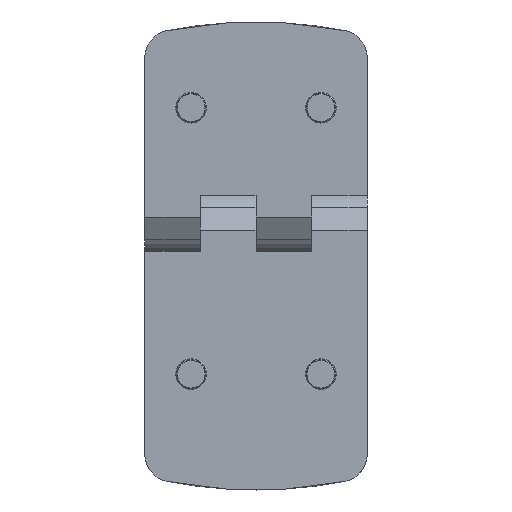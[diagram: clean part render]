
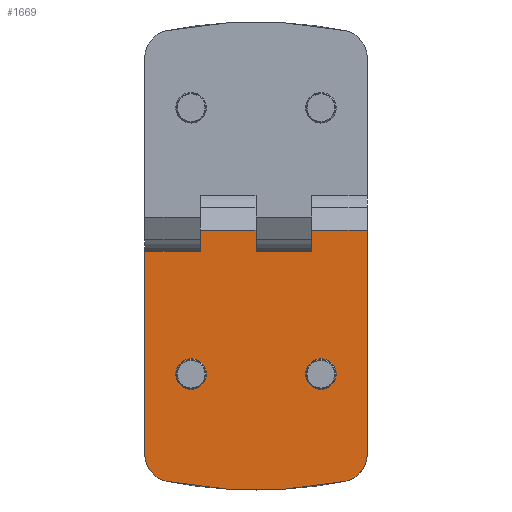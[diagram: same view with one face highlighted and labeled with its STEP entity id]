
A CAD part, left-side view. The second image highlights one B-rep face of the part: STEP entity #1669.
In plain terms, the highlighted planar face has unit normal (-1, 0, 0).
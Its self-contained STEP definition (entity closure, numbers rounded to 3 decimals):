
#59 = VERTEX_POINT ( 'NONE', #1325 ) ;
#121 = CARTESIAN_POINT ( 'NONE',  ( 0., 14., -32.5 ) ) ;
#238 = CARTESIAN_POINT ( 'NONE',  ( 0., -24., -1.415 ) ) ;
#266 = FACE_OUTER_BOUND ( 'NONE', #1578, .T. ) ;
#272 = CARTESIAN_POINT ( 'NONE',  ( 0., 24., -1.7 ) ) ;
#273 = ORIENTED_EDGE ( 'NONE', *, *, #3140, .T. ) ;
#274 = CIRCLE ( 'NONE', #4402, 3.3 ) ;
#289 = DIRECTION ( 'NONE',  ( 0., 0., -1. ) ) ;
#312 = EDGE_CURVE ( 'NONE', #2635, #2717, #1352, .T. ) ;
#407 = EDGE_LOOP ( 'NONE', ( #3156, #4799 ) ) ;
#496 = VECTOR ( 'NONE', #289, 1000. ) ;
#581 = ORIENTED_EDGE ( 'NONE', *, *, #312, .T. ) ;
#778 = VERTEX_POINT ( 'NONE', #3597 ) ;
#810 = VERTEX_POINT ( 'NONE', #1072 ) ;
#842 = ORIENTED_EDGE ( 'NONE', *, *, #1634, .T. ) ;
#877 = AXIS2_PLACEMENT_3D ( 'NONE', #4453, #2749, #5359 ) ;
#903 = DIRECTION ( 'NONE',  ( 0., 0., -1. ) ) ;
#918 = DIRECTION ( 'NONE',  ( 0., 0., 1. ) ) ;
#919 = ORIENTED_EDGE ( 'NONE', *, *, #1679, .T. ) ;
#934 = DIRECTION ( 'NONE',  ( -1., 0., 0. ) ) ;
#970 = AXIS2_PLACEMENT_3D ( 'NONE', #3631, #2388, #3616 ) ;
#1041 = VECTOR ( 'NONE', #3197, 1000. ) ;
#1065 = CARTESIAN_POINT ( 'NONE',  ( 0., 24., -6. ) ) ;
#1072 = CARTESIAN_POINT ( 'NONE',  ( 0., 14., -29.2 ) ) ;
#1127 = EDGE_CURVE ( 'NONE', #1221, #810, #274, .T. ) ;
#1133 = VERTEX_POINT ( 'NONE', #2628 ) ;
#1140 = CARTESIAN_POINT ( 'NONE',  ( 0., 0., -1.415 ) ) ;
#1221 = VERTEX_POINT ( 'NONE', #4821 ) ;
#1224 = EDGE_CURVE ( 'NONE', #5437, #3282, #4432, .T. ) ;
#1319 = DIRECTION ( 'NONE',  ( 1., 0., 0. ) ) ;
#1322 = DIRECTION ( 'NONE',  ( 0., 0., 1. ) ) ;
#1325 = CARTESIAN_POINT ( 'NONE',  ( 0., 24., -49.761 ) ) ;
#1342 = DIRECTION ( 'NONE',  ( 0., 0., 1. ) ) ;
#1352 = CIRCLE ( 'NONE', #3875, 100. ) ;
#1375 = DIRECTION ( 'NONE',  ( 0., 1., 0. ) ) ;
#1418 = VERTEX_POINT ( 'NONE', #1896 ) ;
#1471 = EDGE_CURVE ( 'NONE', #778, #2849, #5369, .T. ) ;
#1578 = EDGE_LOOP ( 'NONE', ( #4873, #1653, #919, #4869, #2240, #273, #4084, #1988, #581, #2419, #842, #4322 ) ) ;
#1589 = AXIS2_PLACEMENT_3D ( 'NONE', #1765, #4752, #1342 ) ;
#1609 = CARTESIAN_POINT ( 'NONE',  ( 0., 0., -1.7 ) ) ;
#1634 = EDGE_CURVE ( 'NONE', #3665, #1418, #3809, .T. ) ;
#1653 = ORIENTED_EDGE ( 'NONE', *, *, #2337, .T. ) ;
#1669 = ADVANCED_FACE ( 'NONE', ( #4359, #2738, #266 ), #3338, .T. ) ;
#1679 = EDGE_CURVE ( 'NONE', #1133, #5061, #2413, .T. ) ;
#1707 = CARTESIAN_POINT ( 'NONE',  ( 0., -14., -29.2 ) ) ;
#1726 = CARTESIAN_POINT ( 'NONE',  ( 0., -24., -49.761 ) ) ;
#1758 = VECTOR ( 'NONE', #4641, 1000. ) ;
#1759 = CARTESIAN_POINT ( 'NONE',  ( 0., -12., -1.415 ) ) ;
#1765 = CARTESIAN_POINT ( 'NONE',  ( 0., -18., -49.761 ) ) ;
#1799 = CIRCLE ( 'NONE', #1589, 6. ) ;
#1896 = CARTESIAN_POINT ( 'NONE',  ( 0., -24., -1.415 ) ) ;
#1976 = CARTESIAN_POINT ( 'NONE',  ( 0., 12., -1.7 ) ) ;
#1988 = ORIENTED_EDGE ( 'NONE', *, *, #2160, .T. ) ;
#2104 = DIRECTION ( 'NONE',  ( 0., 0., 1. ) ) ;
#2144 = CIRCLE ( 'NONE', #877, 6. ) ;
#2160 = EDGE_CURVE ( 'NONE', #59, #2635, #2144, .T. ) ;
#2169 = CARTESIAN_POINT ( 'NONE',  ( 0., -24., -1.415 ) ) ;
#2199 = EDGE_CURVE ( 'NONE', #810, #1221, #3798, .T. ) ;
#2240 = ORIENTED_EDGE ( 'NONE', *, *, #2618, .T. ) ;
#2243 = EDGE_CURVE ( 'NONE', #1418, #5437, #5357, .T. ) ;
#2290 = DIRECTION ( 'NONE',  ( 0., 0., 1. ) ) ;
#2337 = EDGE_CURVE ( 'NONE', #3282, #1133, #4130, .T. ) ;
#2363 = DIRECTION ( 'NONE',  ( 1., 0., 0. ) ) ;
#2379 = EDGE_LOOP ( 'NONE', ( #4163, #2887 ) ) ;
#2388 = DIRECTION ( 'NONE',  ( 1., 0., 0. ) ) ;
#2394 = VECTOR ( 'NONE', #1375, 1000. ) ;
#2413 = LINE ( 'NONE', #1609, #1758 ) ;
#2419 = ORIENTED_EDGE ( 'NONE', *, *, #3574, .T. ) ;
#2482 = VERTEX_POINT ( 'NONE', #3199 ) ;
#2518 = LINE ( 'NONE', #4890, #5128 ) ;
#2618 = EDGE_CURVE ( 'NONE', #2482, #5046, #3715, .T. ) ;
#2625 = CARTESIAN_POINT ( 'NONE',  ( 0., -14., -32.5 ) ) ;
#2628 = CARTESIAN_POINT ( 'NONE',  ( 0., 0., -6. ) ) ;
#2635 = VERTEX_POINT ( 'NONE', #4601 ) ;
#2717 = VERTEX_POINT ( 'NONE', #4669 ) ;
#2738 = FACE_BOUND ( 'NONE', #2379, .T. ) ;
#2749 = DIRECTION ( 'NONE',  ( -1., 0., 0. ) ) ;
#2836 = CARTESIAN_POINT ( 'NONE',  ( 0., -24., -6. ) ) ;
#2849 = VERTEX_POINT ( 'NONE', #1707 ) ;
#2873 = AXIS2_PLACEMENT_3D ( 'NONE', #4206, #4662, #2104 ) ;
#2879 = AXIS2_PLACEMENT_3D ( 'NONE', #2625, #1319, #903 ) ;
#2887 = ORIENTED_EDGE ( 'NONE', *, *, #3565, .T. ) ;
#3079 = CARTESIAN_POINT ( 'NONE',  ( 0., -12., -1.7 ) ) ;
#3140 = EDGE_CURVE ( 'NONE', #5046, #4524, #2518, .T. ) ;
#3156 = ORIENTED_EDGE ( 'NONE', *, *, #2199, .T. ) ;
#3174 = EDGE_CURVE ( 'NONE', #4524, #59, #4923, .T. ) ;
#3197 = DIRECTION ( 'NONE',  ( 0., 1., 0. ) ) ;
#3199 = CARTESIAN_POINT ( 'NONE',  ( 0., 12., -1.415 ) ) ;
#3221 = CIRCLE ( 'NONE', #2879, 3.3 ) ;
#3282 = VERTEX_POINT ( 'NONE', #5016 ) ;
#3338 = PLANE ( 'NONE',  #2873 ) ;
#3477 = VECTOR ( 'NONE', #4374, 1000. ) ;
#3515 = LINE ( 'NONE', #2169, #2394 ) ;
#3565 = EDGE_CURVE ( 'NONE', #2849, #778, #3221, .T. ) ;
#3574 = EDGE_CURVE ( 'NONE', #2717, #3665, #1799, .T. ) ;
#3597 = CARTESIAN_POINT ( 'NONE',  ( 0., -14., -35.8 ) ) ;
#3616 = DIRECTION ( 'NONE',  ( 0., 0., -1. ) ) ;
#3631 = CARTESIAN_POINT ( 'NONE',  ( 0., -14., -32.5 ) ) ;
#3665 = VERTEX_POINT ( 'NONE', #1726 ) ;
#3715 = LINE ( 'NONE', #1976, #4343 ) ;
#3798 = CIRCLE ( 'NONE', #4915, 3.3 ) ;
#3809 = LINE ( 'NONE', #4224, #5428 ) ;
#3875 = AXIS2_PLACEMENT_3D ( 'NONE', #4727, #934, #918 ) ;
#3994 = VECTOR ( 'NONE', #4573, 1000. ) ;
#4010 = CARTESIAN_POINT ( 'NONE',  ( 0., 14., -32.5 ) ) ;
#4058 = DIRECTION ( 'NONE',  ( 0., 1., 0. ) ) ;
#4062 = CARTESIAN_POINT ( 'NONE',  ( 0., 12., -6. ) ) ;
#4084 = ORIENTED_EDGE ( 'NONE', *, *, #3174, .T. ) ;
#4130 = LINE ( 'NONE', #2836, #3994 ) ;
#4163 = ORIENTED_EDGE ( 'NONE', *, *, #1471, .T. ) ;
#4206 = CARTESIAN_POINT ( 'NONE',  ( 0., -24., -1.7 ) ) ;
#4224 = CARTESIAN_POINT ( 'NONE',  ( 0., -24., -1.7 ) ) ;
#4322 = ORIENTED_EDGE ( 'NONE', *, *, #2243, .T. ) ;
#4343 = VECTOR ( 'NONE', #5429, 1000. ) ;
#4359 = FACE_BOUND ( 'NONE', #407, .T. ) ;
#4374 = DIRECTION ( 'NONE',  ( 0., 0., -1. ) ) ;
#4402 = AXIS2_PLACEMENT_3D ( 'NONE', #121, #4733, #1322 ) ;
#4432 = LINE ( 'NONE', #3079, #3477 ) ;
#4453 = CARTESIAN_POINT ( 'NONE',  ( 0., 18., -49.761 ) ) ;
#4524 = VERTEX_POINT ( 'NONE', #1065 ) ;
#4573 = DIRECTION ( 'NONE',  ( 0., 1., 0. ) ) ;
#4601 = CARTESIAN_POINT ( 'NONE',  ( 0., 19.149, -55.649 ) ) ;
#4641 = DIRECTION ( 'NONE',  ( 0., 0., 1. ) ) ;
#4662 = DIRECTION ( 'NONE',  ( -1., 0., 0. ) ) ;
#4669 = CARTESIAN_POINT ( 'NONE',  ( 0., -19.149, -55.649 ) ) ;
#4727 = CARTESIAN_POINT ( 'NONE',  ( 0., 0., 42.5 ) ) ;
#4733 = DIRECTION ( 'NONE',  ( 1., 0., 0. ) ) ;
#4752 = DIRECTION ( 'NONE',  ( -1., 0., 0. ) ) ;
#4799 = ORIENTED_EDGE ( 'NONE', *, *, #1127, .T. ) ;
#4821 = CARTESIAN_POINT ( 'NONE',  ( 0., 14., -35.8 ) ) ;
#4869 = ORIENTED_EDGE ( 'NONE', *, *, #5378, .T. ) ;
#4873 = ORIENTED_EDGE ( 'NONE', *, *, #1224, .T. ) ;
#4890 = CARTESIAN_POINT ( 'NONE',  ( 0., -24., -6. ) ) ;
#4915 = AXIS2_PLACEMENT_3D ( 'NONE', #4010, #2363, #2290 ) ;
#4923 = LINE ( 'NONE', #272, #496 ) ;
#5011 = DIRECTION ( 'NONE',  ( 0., 0., 1. ) ) ;
#5016 = CARTESIAN_POINT ( 'NONE',  ( 0., -12., -6. ) ) ;
#5046 = VERTEX_POINT ( 'NONE', #4062 ) ;
#5061 = VERTEX_POINT ( 'NONE', #1140 ) ;
#5128 = VECTOR ( 'NONE', #4058, 1000. ) ;
#5357 = LINE ( 'NONE', #238, #1041 ) ;
#5359 = DIRECTION ( 'NONE',  ( 0., 0., 1. ) ) ;
#5369 = CIRCLE ( 'NONE', #970, 3.3 ) ;
#5378 = EDGE_CURVE ( 'NONE', #5061, #2482, #3515, .T. ) ;
#5428 = VECTOR ( 'NONE', #5011, 1000. ) ;
#5429 = DIRECTION ( 'NONE',  ( 0., 0., -1. ) ) ;
#5437 = VERTEX_POINT ( 'NONE', #1759 ) ;
